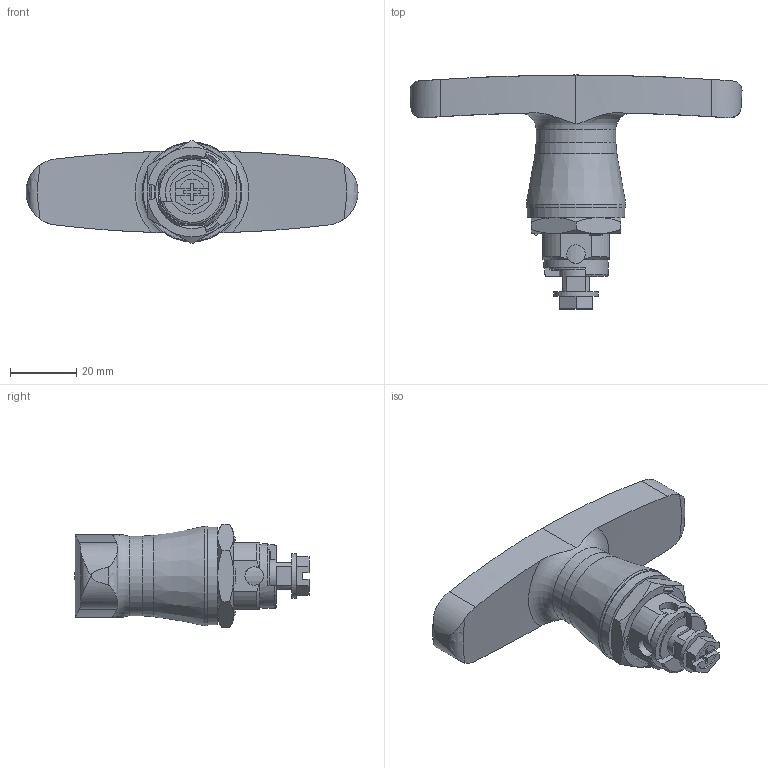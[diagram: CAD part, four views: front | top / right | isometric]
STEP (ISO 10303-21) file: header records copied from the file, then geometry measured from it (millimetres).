
FILE_DESCRIPTION( ( 'STEP AP214' ), '1' );
FILE_NAME( 'K1452.11880.stp', '2020-12-15T10:56:25', ( 'License CC BY-ND 4.0' ), ( 'CADENAS' ), ' ', 'PARTsolutions', ' ' );
FILE_SCHEMA( ( 'AUTOMOTIVE_DESIGN { 1 0 10303 214 1 1 1 1 }' ) );
Length unit declared in the file: millimetre
Products named in the file (6): K1452.11880; _k1452_griff; _k1452_zubehoer2; _K1113_mutter4.81; _k1452_zubehoer3; _k1452_zubehoer1
Assembly tree (5 placements, depth 2):
  K1452.11880
    _k1452_griff
    _k1452_zubehoer2
    _K1113_mutter4.81
    _k1452_zubehoer3
    _k1452_zubehoer1
Bounding box: 100 x 70.5 x 31.18 mm (x, y, z)
Volume: 49562.7 mm3; surface area: 16529.3 mm2
Topology: 5 solids, 5 shells, 176 faces, 460 edges, 298 vertices
Faces by surface type: plane 92, cone 36, cylinder 35, torus 10, sphere 3
Full cylindrical faces by diameter (mm): 4.917 x1, 5.6 x4, 6 x1, 10 x1, 13.3 x1, 16 x2, 19.5 x1, 20.376 x1, 24 x1, 24.4 x1, 29.5 x1, 30 x1
Entity records: 7382 total; most frequent: CARTESIAN_POINT 1773, ORIENTED_EDGE 842, DIRECTION 812, EDGE_CURVE 421, AXIS2_PLACEMENT_3D 295, VERTEX_POINT 288, LINE 222, VECTOR 222
